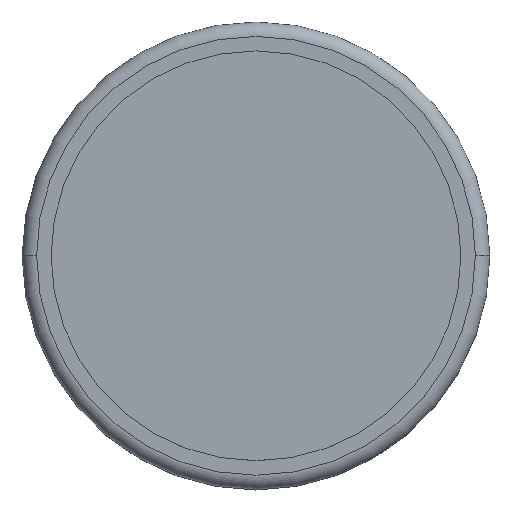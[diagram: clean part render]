
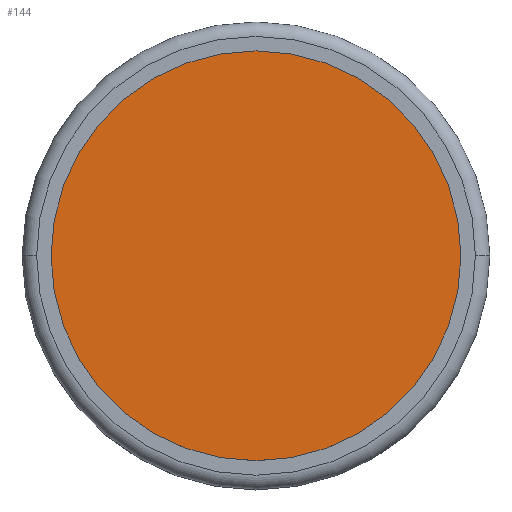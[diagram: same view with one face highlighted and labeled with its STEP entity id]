
A CAD part, top view. The second image highlights one B-rep face of the part: STEP entity #144.
In plain terms, the highlighted planar face has unit normal (0, 0, 1).
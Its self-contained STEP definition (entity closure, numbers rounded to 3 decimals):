
#58 = CARTESIAN_POINT ( 'NONE',  ( 0., 0., 4.6 ) ) ;
#67 = AXIS2_PLACEMENT_3D ( 'NONE', #969, #148, #884 ) ;
#68 = CIRCLE ( 'NONE', #520, 4.25 ) ;
#76 = EDGE_CURVE ( 'NONE', #580, #620, #450, .T. ) ;
#144 = ADVANCED_FACE ( 'NONE', ( #786 ), #707, .T. ) ;
#148 = DIRECTION ( 'NONE',  ( 0., 0., 1. ) ) ;
#153 = ORIENTED_EDGE ( 'NONE', *, *, #76, .T. ) ;
#180 = DIRECTION ( 'NONE',  ( 1., 0., 0. ) ) ;
#344 = DIRECTION ( 'NONE',  ( 0., 0., 1. ) ) ;
#355 = EDGE_CURVE ( 'NONE', #620, #580, #68, .T. ) ;
#390 = ORIENTED_EDGE ( 'NONE', *, *, #355, .T. ) ;
#450 = CIRCLE ( 'NONE', #67, 4.25 ) ;
#464 = AXIS2_PLACEMENT_3D ( 'NONE', #58, #344, #902 ) ;
#472 = EDGE_LOOP ( 'NONE', ( #390, #153 ) ) ;
#520 = AXIS2_PLACEMENT_3D ( 'NONE', #1078, #521, #180 ) ;
#521 = DIRECTION ( 'NONE',  ( 0., 0., 1. ) ) ;
#580 = VERTEX_POINT ( 'NONE', #1175 ) ;
#585 = CARTESIAN_POINT ( 'NONE',  ( -4.25, 0., 4.6 ) ) ;
#620 = VERTEX_POINT ( 'NONE', #585 ) ;
#707 = PLANE ( 'NONE',  #464 ) ;
#786 = FACE_OUTER_BOUND ( 'NONE', #472, .T. ) ;
#884 = DIRECTION ( 'NONE',  ( 1., 0., 0. ) ) ;
#902 = DIRECTION ( 'NONE',  ( 1., 0., 0. ) ) ;
#969 = CARTESIAN_POINT ( 'NONE',  ( 0., 0., 4.6 ) ) ;
#1078 = CARTESIAN_POINT ( 'NONE',  ( 0., 0., 4.6 ) ) ;
#1175 = CARTESIAN_POINT ( 'NONE',  ( 4.25, 0., 4.6 ) ) ;
